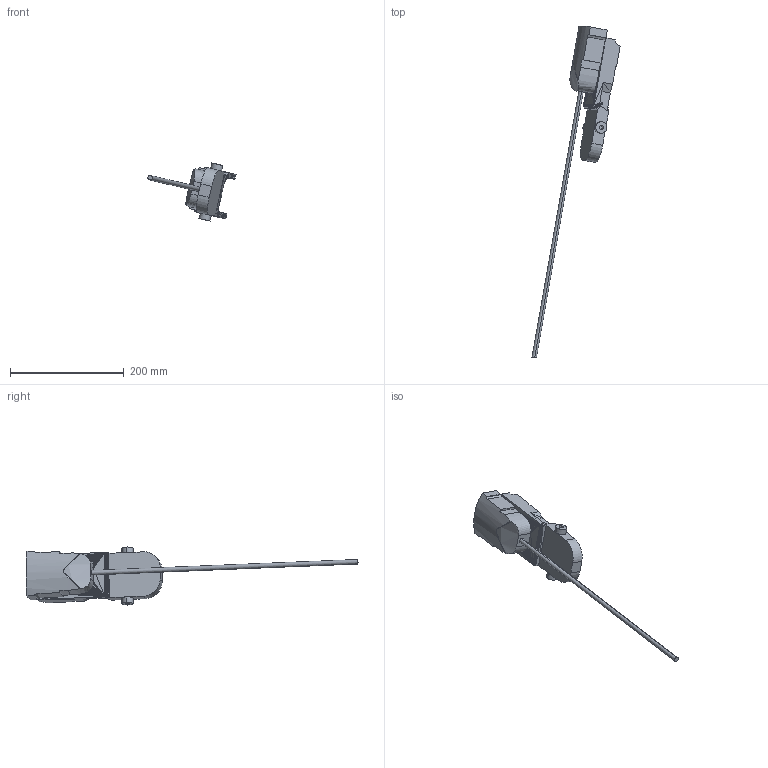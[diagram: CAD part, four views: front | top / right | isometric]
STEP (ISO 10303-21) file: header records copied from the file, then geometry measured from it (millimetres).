
FILE_DESCRIPTION (( 'STEP AP203' ), '1' );
FILE_NAME ('Wrist_link_Default_sldprt.STEP', '2025-02-18T11:26:56', ( '' ), ( '' ), 'SwSTEP 2.0', 'SolidWorks 2024', '' );
FILE_SCHEMA (( 'CONFIG_CONTROL_DESIGN' ));
Length unit declared in the file: millimetre
Products named in the file (1): Wrist_link_Default_sldprt
Bounding box: 154.94 x 583.22 x 101.93 mm (x, y, z)
Volume: 549059.4 mm3; surface area: 85846.9 mm2
Topology: 2 solids, 2 shells, 1414 faces, 2285 edges, 874 vertices
Faces by surface type: plane 1394, cylinder 16, bspline 4
Entity records: 29533 total; most frequent: DIRECTION 5128, CARTESIAN_POINT 4967, ORIENTED_EDGE 4570, EDGE_CURVE 2285, VECTOR 2234, LINE 2234, AXIS2_PLACEMENT_3D 1447, EDGE_LOOP 1419
